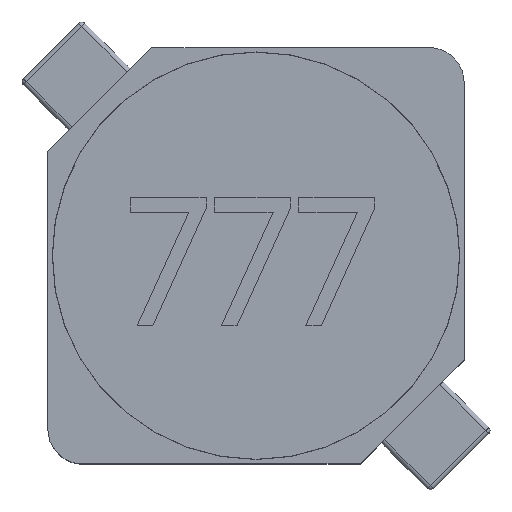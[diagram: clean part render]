
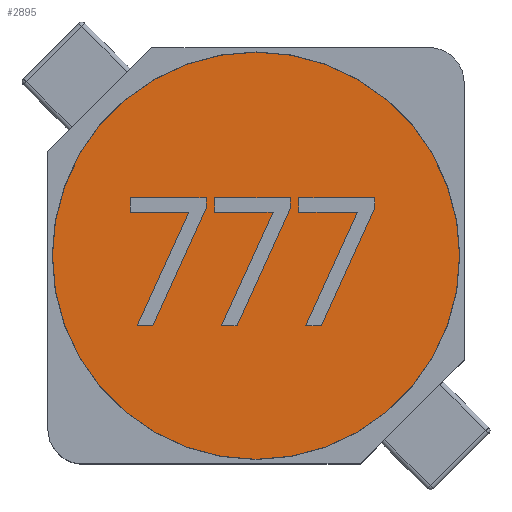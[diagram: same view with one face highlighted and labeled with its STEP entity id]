
A CAD part, top view. The second image highlights one B-rep face of the part: STEP entity #2895.
In plain terms, the highlighted planar face has unit normal (0, 0, 1).
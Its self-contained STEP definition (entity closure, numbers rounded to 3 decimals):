
#203 = VERTEX_POINT('',#204);
#204 = CARTESIAN_POINT('',(0.,2.348,3.15));
#210 = EDGE_CURVE('',#211,#203,#213,.T.);
#211 = VERTEX_POINT('',#212);
#212 = CARTESIAN_POINT('',(0.,-2.348,3.15));
#213 = CIRCLE('',#214,2.348);
#214 = AXIS2_PLACEMENT_3D('',#215,#216,#217);
#215 = CARTESIAN_POINT('',(0.,0.,
    3.15));
#216 = DIRECTION('',(0.,0.,1.));
#217 = DIRECTION('',(0.,-1.,0.));
#2379 = VERTEX_POINT('',#2380);
#2380 = CARTESIAN_POINT('',(0.197,0.502,3.15
    ));
#2386 = EDGE_CURVE('',#2387,#2379,#2389,.T.);
#2387 = VERTEX_POINT('',#2388);
#2388 = CARTESIAN_POINT('',(-0.399,-0.808,
    3.15));
#2389 = LINE('',#2390,#2391);
#2390 = CARTESIAN_POINT('',(-0.399,-0.808,
    3.15));
#2391 = VECTOR('',#2392,1.);
#2392 = DIRECTION('',(0.414,0.91,0.
    ));
#2410 = VERTEX_POINT('',#2411);
#2411 = CARTESIAN_POINT('',(-0.478,0.502,
    3.15));
#2417 = EDGE_CURVE('',#2379,#2410,#2418,.T.);
#2418 = LINE('',#2419,#2420);
#2419 = CARTESIAN_POINT('',(-2.4,0.502,
    3.15));
#2420 = VECTOR('',#2421,1.);
#2421 = DIRECTION('',(-1.,0.,0.));
#2434 = VERTEX_POINT('',#2435);
#2435 = CARTESIAN_POINT('',(-0.478,0.671,
    3.15));
#2441 = EDGE_CURVE('',#2410,#2434,#2442,.T.);
#2442 = LINE('',#2443,#2444);
#2443 = CARTESIAN_POINT('',(-0.478,-2.4,3.15));
#2444 = VECTOR('',#2445,1.);
#2445 = DIRECTION('',(0.,1.,0.));
#2458 = VERTEX_POINT('',#2459);
#2459 = CARTESIAN_POINT('',(0.396,0.671,3.15
    ));
#2465 = EDGE_CURVE('',#2434,#2458,#2466,.T.);
#2466 = LINE('',#2467,#2468);
#2467 = CARTESIAN_POINT('',(-2.4,0.671,
    3.15));
#2468 = VECTOR('',#2469,1.);
#2469 = DIRECTION('',(1.,0.,0.));
#2482 = VERTEX_POINT('',#2483);
#2483 = CARTESIAN_POINT('',(0.396,0.545,3.15)
  );
#2489 = EDGE_CURVE('',#2458,#2482,#2490,.T.);
#2490 = LINE('',#2491,#2492);
#2491 = CARTESIAN_POINT('',(0.396,-2.4,3.15));
#2492 = VECTOR('',#2493,1.);
#2493 = DIRECTION('',(0.,-1.,0.));
#2506 = VERTEX_POINT('',#2507);
#2507 = CARTESIAN_POINT('',(-0.218,-0.808,
    3.15));
#2513 = EDGE_CURVE('',#2482,#2506,#2514,.T.);
#2514 = LINE('',#2515,#2516);
#2515 = CARTESIAN_POINT('',(0.396,0.545,3.15)
  );
#2516 = VECTOR('',#2517,1.);
#2517 = DIRECTION('',(-0.413,-0.911,
    0.));
#2530 = EDGE_CURVE('',#2506,#2387,#2531,.T.);
#2531 = LINE('',#2532,#2533);
#2532 = CARTESIAN_POINT('',(-2.4,-0.808,
    3.15));
#2533 = VECTOR('',#2534,1.);
#2534 = DIRECTION('',(-1.,0.,0.));
#2548 = EDGE_CURVE('',#203,#211,#2549,.T.);
#2549 = CIRCLE('',#2550,2.348);
#2550 = AXIS2_PLACEMENT_3D('',#2551,#2552,#2553);
#2551 = CARTESIAN_POINT('',(0.,0.,
    3.15));
#2552 = DIRECTION('',(0.,0.,1.));
#2553 = DIRECTION('',(0.,-1.,0.));
#2565 = VERTEX_POINT('',#2566);
#2566 = CARTESIAN_POINT('',(-0.775,0.502,
    3.15));
#2572 = EDGE_CURVE('',#2573,#2565,#2575,.T.);
#2573 = VERTEX_POINT('',#2574);
#2574 = CARTESIAN_POINT('',(-1.37,-0.808,
    3.15));
#2575 = LINE('',#2576,#2577);
#2576 = CARTESIAN_POINT('',(-1.37,-0.808,
    3.15));
#2577 = VECTOR('',#2578,1.);
#2578 = DIRECTION('',(0.414,0.91,0.
    ));
#2596 = VERTEX_POINT('',#2597);
#2597 = CARTESIAN_POINT('',(-1.449,0.502,
    3.15));
#2603 = EDGE_CURVE('',#2565,#2596,#2604,.T.);
#2604 = LINE('',#2605,#2606);
#2605 = CARTESIAN_POINT('',(-2.4,0.502,
    3.15));
#2606 = VECTOR('',#2607,1.);
#2607 = DIRECTION('',(-1.,0.,0.));
#2620 = VERTEX_POINT('',#2621);
#2621 = CARTESIAN_POINT('',(-1.449,0.671,
    3.15));
#2627 = EDGE_CURVE('',#2596,#2620,#2628,.T.);
#2628 = LINE('',#2629,#2630);
#2629 = CARTESIAN_POINT('',(-1.449,-2.4,3.15));
#2630 = VECTOR('',#2631,1.);
#2631 = DIRECTION('',(0.,1.,0.));
#2644 = VERTEX_POINT('',#2645);
#2645 = CARTESIAN_POINT('',(-0.576,0.671,3.15
    ));
#2651 = EDGE_CURVE('',#2620,#2644,#2652,.T.);
#2652 = LINE('',#2653,#2654);
#2653 = CARTESIAN_POINT('',(-2.4,0.671,
    3.15));
#2654 = VECTOR('',#2655,1.);
#2655 = DIRECTION('',(1.,0.,0.));
#2668 = VERTEX_POINT('',#2669);
#2669 = CARTESIAN_POINT('',(-0.576,0.545,3.15)
  );
#2675 = EDGE_CURVE('',#2644,#2668,#2676,.T.);
#2676 = LINE('',#2677,#2678);
#2677 = CARTESIAN_POINT('',(-0.576,-2.4,3.15));
#2678 = VECTOR('',#2679,1.);
#2679 = DIRECTION('',(0.,-1.,0.));
#2692 = VERTEX_POINT('',#2693);
#2693 = CARTESIAN_POINT('',(-1.19,-0.808,
    3.15));
#2699 = EDGE_CURVE('',#2668,#2692,#2700,.T.);
#2700 = LINE('',#2701,#2702);
#2701 = CARTESIAN_POINT('',(-0.576,0.545,3.15)
  );
#2702 = VECTOR('',#2703,1.);
#2703 = DIRECTION('',(-0.413,-0.911,
    0.));
#2716 = EDGE_CURVE('',#2692,#2573,#2717,.T.);
#2717 = LINE('',#2718,#2719);
#2718 = CARTESIAN_POINT('',(-2.4,-0.808,
    3.15));
#2719 = VECTOR('',#2720,1.);
#2720 = DIRECTION('',(-1.,0.,0.));
#2733 = VERTEX_POINT('',#2734);
#2734 = CARTESIAN_POINT('',(1.168,0.502,3.15
    ));
#2740 = EDGE_CURVE('',#2741,#2733,#2743,.T.);
#2741 = VERTEX_POINT('',#2742);
#2742 = CARTESIAN_POINT('',(0.573,-0.808,
    3.15));
#2743 = LINE('',#2744,#2745);
#2744 = CARTESIAN_POINT('',(0.573,-0.808,
    3.15));
#2745 = VECTOR('',#2746,1.);
#2746 = DIRECTION('',(0.414,0.91,0.
    ));
#2764 = VERTEX_POINT('',#2765);
#2765 = CARTESIAN_POINT('',(0.494,0.502,3.15
    ));
#2771 = EDGE_CURVE('',#2733,#2764,#2772,.T.);
#2772 = LINE('',#2773,#2774);
#2773 = CARTESIAN_POINT('',(-2.4,0.502,
    3.15));
#2774 = VECTOR('',#2775,1.);
#2775 = DIRECTION('',(-1.,0.,0.));
#2788 = VERTEX_POINT('',#2789);
#2789 = CARTESIAN_POINT('',(0.494,0.671,3.15
    ));
#2795 = EDGE_CURVE('',#2764,#2788,#2796,.T.);
#2796 = LINE('',#2797,#2798);
#2797 = CARTESIAN_POINT('',(0.494,-2.4,3.15));
#2798 = VECTOR('',#2799,1.);
#2799 = DIRECTION('',(0.,1.,0.));
#2812 = VERTEX_POINT('',#2813);
#2813 = CARTESIAN_POINT('',(1.368,0.671,3.15
    ));
#2819 = EDGE_CURVE('',#2788,#2812,#2820,.T.);
#2820 = LINE('',#2821,#2822);
#2821 = CARTESIAN_POINT('',(-2.4,0.671,
    3.15));
#2822 = VECTOR('',#2823,1.);
#2823 = DIRECTION('',(1.,0.,0.));
#2836 = VERTEX_POINT('',#2837);
#2837 = CARTESIAN_POINT('',(1.368,0.545,3.15)
  );
#2843 = EDGE_CURVE('',#2812,#2836,#2844,.T.);
#2844 = LINE('',#2845,#2846);
#2845 = CARTESIAN_POINT('',(1.368,-2.4,3.15));
#2846 = VECTOR('',#2847,1.);
#2847 = DIRECTION('',(0.,-1.,0.));
#2860 = VERTEX_POINT('',#2861);
#2861 = CARTESIAN_POINT('',(0.754,-0.808,
    3.15));
#2867 = EDGE_CURVE('',#2836,#2860,#2868,.T.);
#2868 = LINE('',#2869,#2870);
#2869 = CARTESIAN_POINT('',(1.368,0.545,3.15)
  );
#2870 = VECTOR('',#2871,1.);
#2871 = DIRECTION('',(-0.413,-0.911,
    0.));
#2884 = EDGE_CURVE('',#2860,#2741,#2885,.T.);
#2885 = LINE('',#2886,#2887);
#2886 = CARTESIAN_POINT('',(-2.4,-0.808,
    3.15));
#2887 = VECTOR('',#2888,1.);
#2888 = DIRECTION('',(-1.,0.,0.));
#2895 = ADVANCED_FACE('',(#2896,#2905,#2914,#2918),#2927,.T.);
#2896 = FACE_BOUND('',#2897,.T.);
#2897 = EDGE_LOOP('',(#2898,#2899,#2900,#2901,#2902,#2903,#2904));
#2898 = ORIENTED_EDGE('',*,*,#2867,.T.);
#2899 = ORIENTED_EDGE('',*,*,#2884,.T.);
#2900 = ORIENTED_EDGE('',*,*,#2740,.T.);
#2901 = ORIENTED_EDGE('',*,*,#2771,.T.);
#2902 = ORIENTED_EDGE('',*,*,#2795,.T.);
#2903 = ORIENTED_EDGE('',*,*,#2819,.T.);
#2904 = ORIENTED_EDGE('',*,*,#2843,.T.);
#2905 = FACE_BOUND('',#2906,.T.);
#2906 = EDGE_LOOP('',(#2907,#2908,#2909,#2910,#2911,#2912,#2913));
#2907 = ORIENTED_EDGE('',*,*,#2699,.T.);
#2908 = ORIENTED_EDGE('',*,*,#2716,.T.);
#2909 = ORIENTED_EDGE('',*,*,#2572,.T.);
#2910 = ORIENTED_EDGE('',*,*,#2603,.T.);
#2911 = ORIENTED_EDGE('',*,*,#2627,.T.);
#2912 = ORIENTED_EDGE('',*,*,#2651,.T.);
#2913 = ORIENTED_EDGE('',*,*,#2675,.T.);
#2914 = FACE_BOUND('',#2915,.T.);
#2915 = EDGE_LOOP('',(#2916,#2917));
#2916 = ORIENTED_EDGE('',*,*,#210,.T.);
#2917 = ORIENTED_EDGE('',*,*,#2548,.T.);
#2918 = FACE_BOUND('',#2919,.T.);
#2919 = EDGE_LOOP('',(#2920,#2921,#2922,#2923,#2924,#2925,#2926));
#2920 = ORIENTED_EDGE('',*,*,#2513,.T.);
#2921 = ORIENTED_EDGE('',*,*,#2530,.T.);
#2922 = ORIENTED_EDGE('',*,*,#2386,.T.);
#2923 = ORIENTED_EDGE('',*,*,#2417,.T.);
#2924 = ORIENTED_EDGE('',*,*,#2441,.T.);
#2925 = ORIENTED_EDGE('',*,*,#2465,.T.);
#2926 = ORIENTED_EDGE('',*,*,#2489,.T.);
#2927 = PLANE('',#2928);
#2928 = AXIS2_PLACEMENT_3D('',#2929,#2930,#2931);
#2929 = CARTESIAN_POINT('',(-2.4,-2.4,3.15));
#2930 = DIRECTION('',(0.,0.,1.));
#2931 = DIRECTION('',(0.,-1.,0.));
